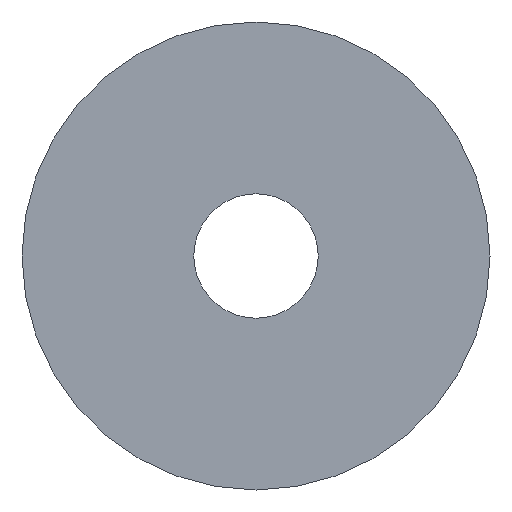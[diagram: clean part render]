
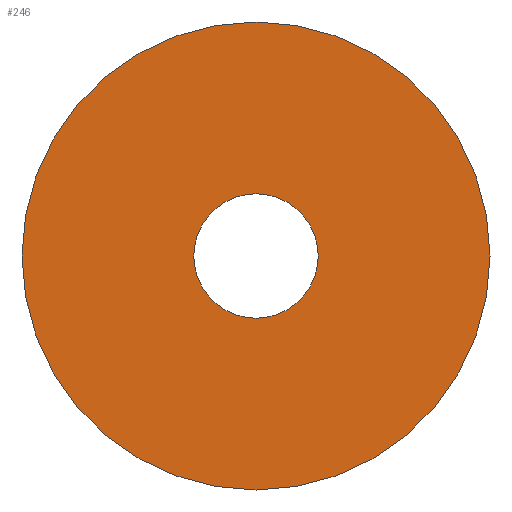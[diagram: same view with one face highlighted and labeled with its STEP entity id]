
A CAD part, left-side view. The second image highlights one B-rep face of the part: STEP entity #246.
In plain terms, the highlighted planar face has unit normal (-1, 0, 0).
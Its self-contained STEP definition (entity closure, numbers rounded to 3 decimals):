
#16=FACE_BOUND('',#54,.T.);
#21=PLANE('',#293);
#38=FACE_OUTER_BOUND('',#53,.T.);
#53=EDGE_LOOP('',(#202,#203));
#54=EDGE_LOOP('',(#204,#205));
#91=CIRCLE('',#287,3.324);
#92=CIRCLE('',#288,3.324);
#95=CIRCLE('',#294,12.5);
#96=CIRCLE('',#295,12.5);
#117=VERTEX_POINT('',#429);
#118=VERTEX_POINT('',#430);
#122=VERTEX_POINT('',#444);
#123=VERTEX_POINT('',#445);
#146=EDGE_CURVE('',#117,#118,#91,.T.);
#147=EDGE_CURVE('',#118,#117,#92,.T.);
#153=EDGE_CURVE('',#122,#123,#95,.T.);
#154=EDGE_CURVE('',#123,#122,#96,.T.);
#202=ORIENTED_EDGE('',*,*,#153,.F.);
#203=ORIENTED_EDGE('',*,*,#154,.F.);
#204=ORIENTED_EDGE('',*,*,#146,.T.);
#205=ORIENTED_EDGE('',*,*,#147,.T.);
#246=ADVANCED_FACE('',(#38,#16),#21,.T.);
#287=AXIS2_PLACEMENT_3D('',#431,#345,#346);
#288=AXIS2_PLACEMENT_3D('',#432,#347,#348);
#293=AXIS2_PLACEMENT_3D('',#443,#360,#361);
#294=AXIS2_PLACEMENT_3D('',#446,#362,#363);
#295=AXIS2_PLACEMENT_3D('',#447,#364,#365);
#345=DIRECTION('center_axis',(1.,0.,0.));
#346=DIRECTION('ref_axis',(0.,0.,1.));
#347=DIRECTION('center_axis',(1.,0.,0.));
#348=DIRECTION('ref_axis',(0.,0.,1.));
#360=DIRECTION('center_axis',(-1.,0.,0.));
#361=DIRECTION('ref_axis',(0.,0.,1.));
#362=DIRECTION('center_axis',(1.,0.,0.));
#363=DIRECTION('ref_axis',(0.,0.,-1.));
#364=DIRECTION('center_axis',(1.,0.,0.));
#365=DIRECTION('ref_axis',(0.,0.,-1.));
#429=CARTESIAN_POINT('',(-83.5,0.,3.324));
#430=CARTESIAN_POINT('',(-83.5,0.,-3.324));
#431=CARTESIAN_POINT('Origin',(-83.5,0.,0.));
#432=CARTESIAN_POINT('Origin',(-83.5,0.,0.));
#443=CARTESIAN_POINT('Origin',(-83.5,12.5,0.));
#444=CARTESIAN_POINT('',(-83.5,12.5,0.));
#445=CARTESIAN_POINT('',(-83.5,-12.5,0.));
#446=CARTESIAN_POINT('Origin',(-83.5,0.,0.));
#447=CARTESIAN_POINT('Origin',(-83.5,0.,0.));
